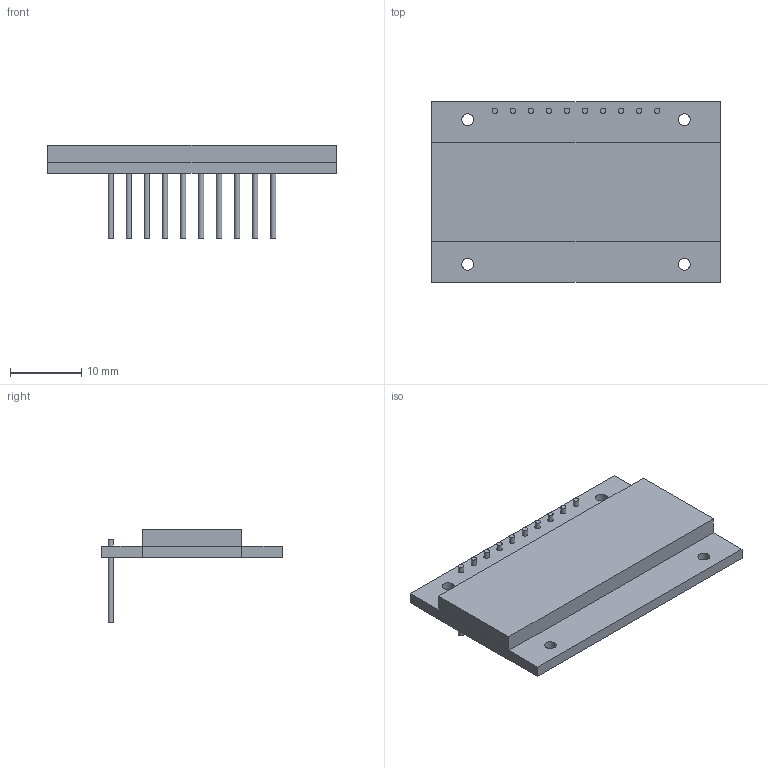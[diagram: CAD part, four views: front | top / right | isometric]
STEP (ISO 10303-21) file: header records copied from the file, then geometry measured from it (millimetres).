
FILE_DESCRIPTION(('FreeCAD Model'),'2;1');
FILE_NAME('Open CASCADE Shape Model','2023-11-09T10:27:08',('Author'),( ''),'Open CASCADE STEP processor 7.5','FreeCAD','Unknown');
FILE_SCHEMA(('AUTOMOTIVE_DESIGN { 1 0 10303 214 1 1 1 1 }'));
Length unit declared in the file: millimetre
Products named in the file (1): Group001
Bounding box: 40.64 x 25.4 x 13.22 mm (x, y, z)
Volume: 3046.8 mm3; surface area: 2797.3 mm2
Topology: 1 solids, 1 shells, 62 faces, 108 edges, 68 vertices
Faces by surface type: plane 38, cylinder 24
Full cylindrical faces by diameter (mm): 0.762 x20, 1.651 x4
Entity records: 3331 total; most frequent: DIRECTION 494, CARTESIAN_POINT 459, LINE 224, VECTOR 224, ORIENTED_EDGE 216, PCURVE 216, DEFINITIONAL_REPRESENTATION 216, AXIS2_PLACEMENT_3D 111
